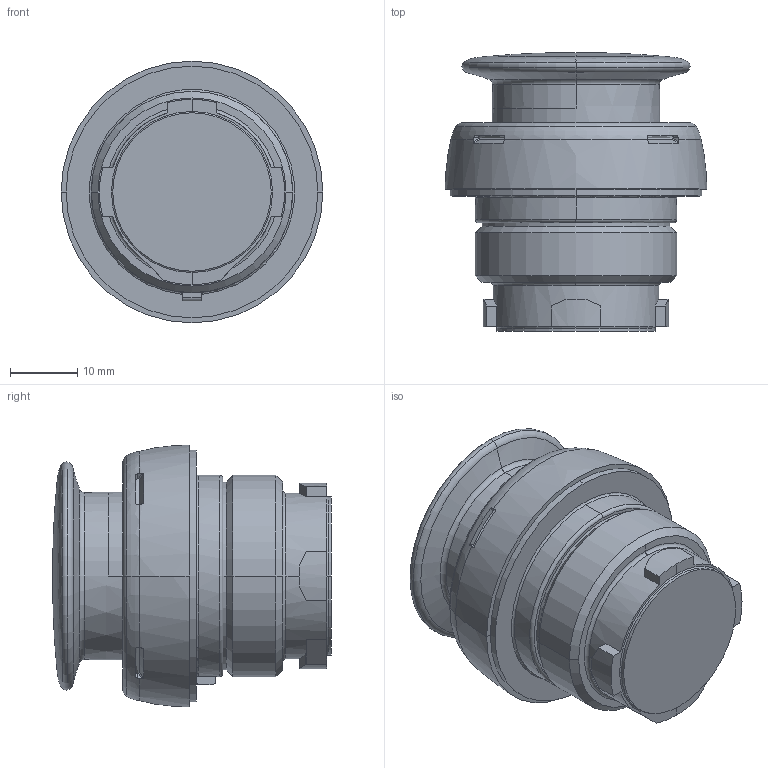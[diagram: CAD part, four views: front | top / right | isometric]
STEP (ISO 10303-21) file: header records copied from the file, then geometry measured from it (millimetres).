
FILE_DESCRIPTION((''),'2;1');
FILE_NAME('05-1141-0455_EINSATZGEH','2023-09-25T11:52:47',('Beil'),(''),'CREO PARAMETRIC BY PTC INC, 2019030','CREO PARAMETRIC BY PTC INC, 2019030','');
FILE_SCHEMA(('CONFIG_CONTROL_DESIGN','SHAPE_APPEARANCE_LAYERS_GROUPS'));
Length unit declared in the file: millimetre
Products named in the file (1): 05-1141-0455_EINSATZGEH
Bounding box: 39 x 41.5 x 39 mm (x, y, z)
Volume: 30882.3 mm3; surface area: 8035 mm2
Topology: 1 solids, 1 shells, 142 faces, 384 edges, 243 vertices
Faces by surface type: plane 43, cylinder 29, cone 24, torus 22, bspline 22, revolution 2
Entity records: 6408 total; most frequent: CARTESIAN_POINT 1716, ORIENTED_EDGE 764, DIRECTION 706, PRESENTATION_STYLE_ASSIGNMENT 383, STYLED_ITEM 383, CURVE_STYLE 382, EDGE_CURVE 382, AXIS2_PLACEMENT_3D 293
